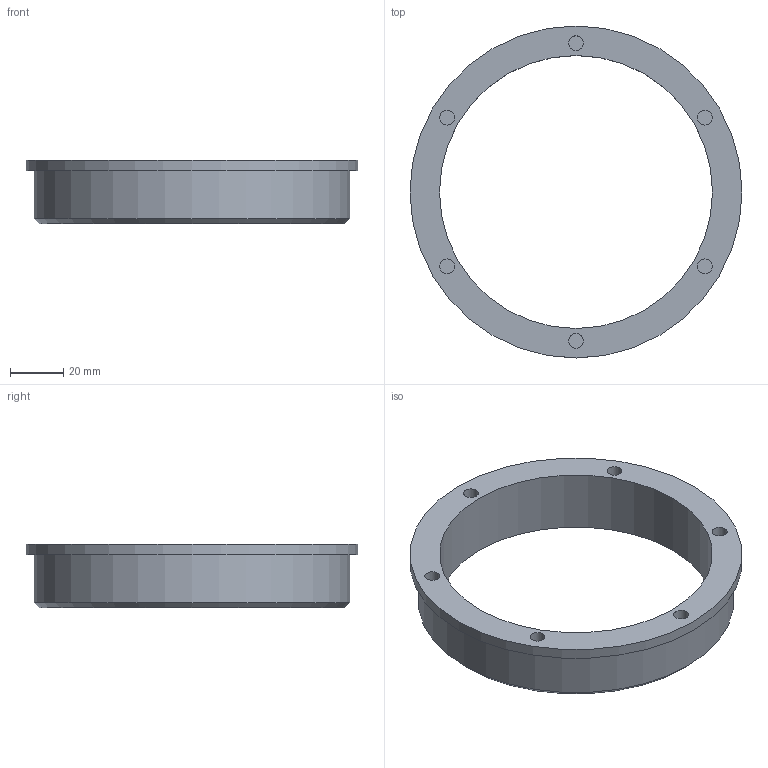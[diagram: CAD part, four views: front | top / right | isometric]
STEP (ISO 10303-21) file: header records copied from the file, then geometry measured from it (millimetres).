
FILE_DESCRIPTION(/* description */ (''),/* implementation_level */ '2;1');
FILE_NAME(/* name */ 'BottomBaffle_NOThread v3.step',/* time_stamp */ '2025-10-03T15:17:31+02:00',/* author */ (''),/* organization */ (''),/* preprocessor_version */ 'ST-DEVELOPER v20.1',/* originating_system */ 'Autodesk Translation Framework v14.17.0.0',/* authorisation */ '');
FILE_SCHEMA (('AUTOMOTIVE_DESIGN { 1 0 10303 214 3 1 1 }'));
Length unit declared in the file: millimetre
Products named in the file (1): BottomBaffle_NOThread
Bounding box: 125 x 125 x 24 mm (x, y, z)
Volume: 68626.9 mm3; surface area: 25870.8 mm2
Topology: 1 solids, 1 shells, 19 faces, 29 edges, 19 vertices
Faces by surface type: cylinder 9, plane 9, cone 1
Full cylindrical faces by diameter (mm): 5.6 x6, 102.8 x1, 118.8 x1, 125 x1
Entity records: 471 total; most frequent: DIRECTION 88, CARTESIAN_POINT 68, ORIENTED_EDGE 58, AXIS2_PLACEMENT_3D 39, EDGE_CURVE 29, EDGE_LOOP 28, FACE_OUTER_BOUND 19, CIRCLE 19
